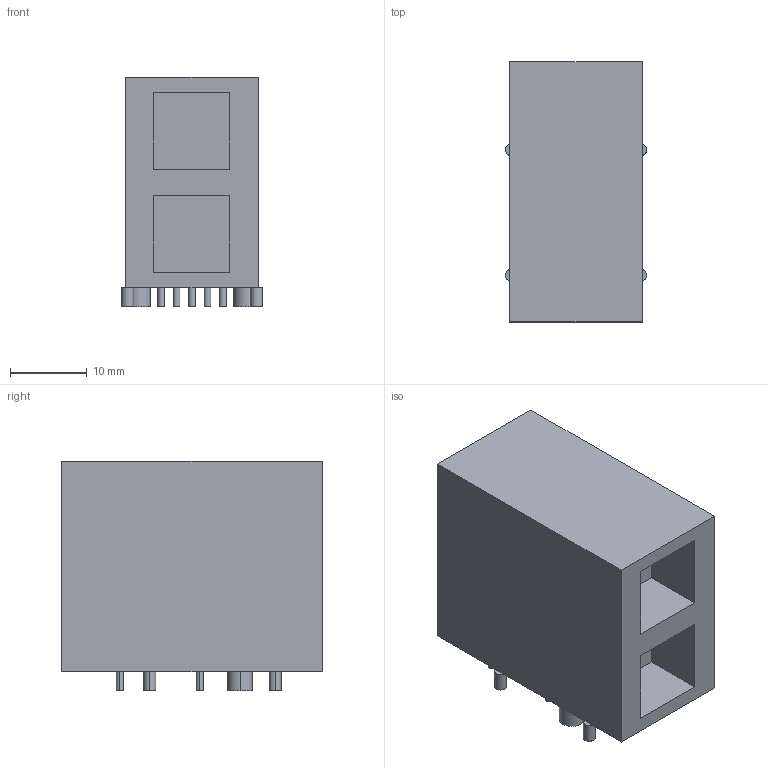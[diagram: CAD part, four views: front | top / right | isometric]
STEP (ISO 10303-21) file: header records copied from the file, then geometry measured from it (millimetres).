
FILE_DESCRIPTION(/* description */ (''),/* implementation_level */ '2;1');
FILE_NAME(/* name */ 'j45x2_dr-MAG-0845-2G1T-H5-1309698',/* time_stamp */ '2020-01-21T04:11:41-03:00',/* author */ (''),/* organization */ (''),/* preprocessor_version */ 'ST-DEVELOPER v10',/* originating_system */ '',/* authorisation */ '');
FILE_SCHEMA (('AUTOMOTIVE_DESIGN'));
Length unit declared in the file: millimetre
Products named in the file (1): 1
Bounding box: 18.36 x 33.91 x 29.93 mm (x, y, z)
Volume: 14524.5 mm3; surface area: 4882.5 mm2
Topology: 21 solids, 21 shells, 96 faces, 176 edges, 124 vertices
Faces by surface type: plane 56, bspline 40
Entity records: 2725 total; most frequent: CARTESIAN_POINT 1295, ORIENTED_EDGE 312, EDGE_CURVE 156, VERTEX_POINT 104, EDGE_LOOP 98, ADVANCED_FACE 96, FACE_OUTER_BOUND 96, B_SPLINE_CURVE_WITH_KNOTS 76
